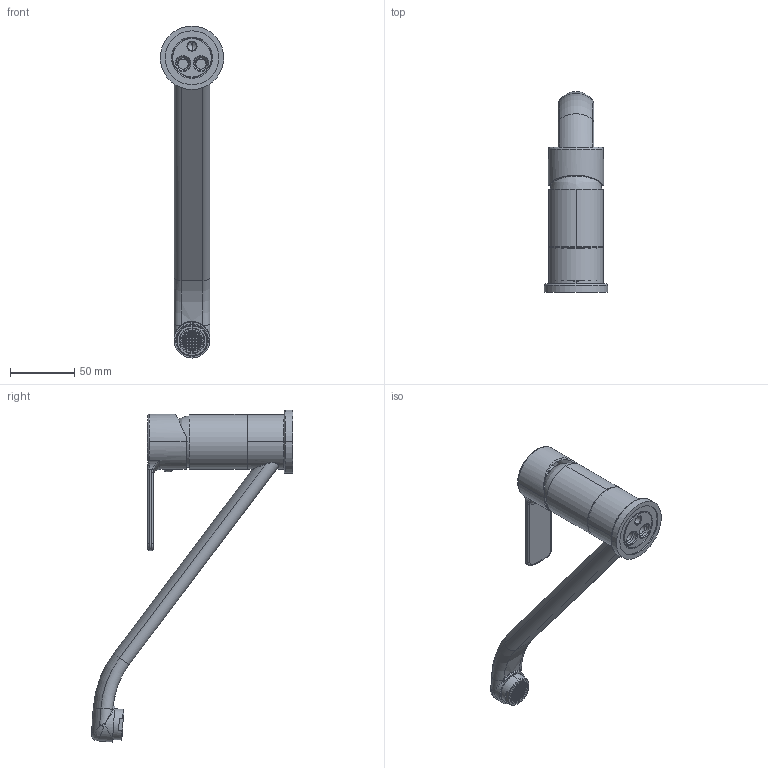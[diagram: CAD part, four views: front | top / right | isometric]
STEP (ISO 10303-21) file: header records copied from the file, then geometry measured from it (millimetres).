
FILE_DESCRIPTION((''),'2;1');
FILE_NAME('RED182TCR','2021-11-08T16:29:10',('ut3'),('PAFFONI SpA'),'CREO PARAMETRIC BY PTC INC, 2020044','CREO PARAMETRIC BY PTC INC, 2020044','');
FILE_SCHEMA(('CONFIG_CONTROL_DESIGN','SHAPE_APPEARANCE_LAYERS_GROUPS'));
Length unit declared in the file: millimetre
Products named in the file (1): RED182TCR
Bounding box: 49.5 x 156.78 x 258.72 mm (x, y, z)
Volume: 132926.4 mm3; surface area: 100444.8 mm2
Topology: 3 solids, 3 shells, 2625 faces, 7568 edges, 4899 vertices
Faces by surface type: plane 2039, cylinder 339, torus 94, cone 63, bspline 56, sphere 34
Entity records: 104016 total; most frequent: CARTESIAN_POINT 24653, ORIENTED_EDGE 15104, DIRECTION 14059, EDGE_CURVE 7552, VECTOR 5065, LINE 5065, VERTEX_POINT 4899, AXIS2_PLACEMENT_3D 4497
